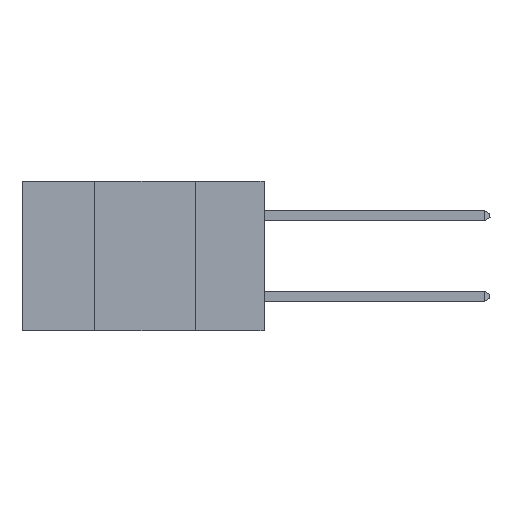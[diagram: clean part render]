
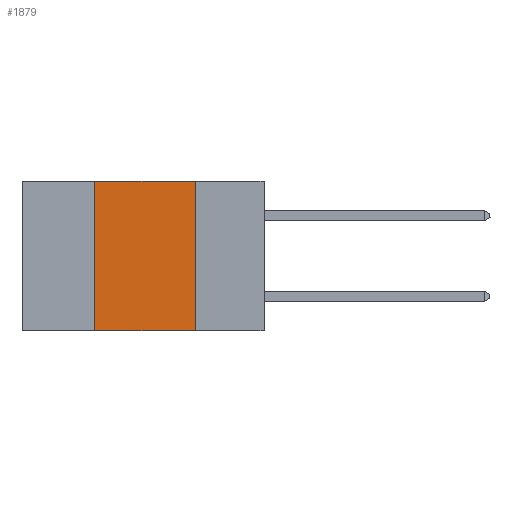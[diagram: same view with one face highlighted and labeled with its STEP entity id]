
A CAD part, left-side view. The second image highlights one B-rep face of the part: STEP entity #1879.
In plain terms, the highlighted planar face has unit normal (-1, 0, 0).
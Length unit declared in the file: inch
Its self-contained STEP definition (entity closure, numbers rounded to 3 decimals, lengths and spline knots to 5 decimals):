
#587 = EDGE_CURVE ( 'NONE', #14875, #5725, #6741, .T. ) ;
#903 = CARTESIAN_POINT ( 'NONE',  ( 0., 0.6, -0.37 ) ) ;
#1879 = ADVANCED_FACE ( 'NONE', ( #13841 ), #21381, .F. ) ;
#2514 = CARTESIAN_POINT ( 'NONE',  ( 0., 0.42, -0.37 ) ) ;
#2767 = DIRECTION ( 'NONE',  ( 0., -1., 0. ) ) ;
#2805 = VERTEX_POINT ( 'NONE', #15979 ) ;
#3278 = EDGE_CURVE ( 'NONE', #2805, #19268, #20901, .T. ) ;
#4724 = EDGE_CURVE ( 'NONE', #14875, #2805, #5421, .T. ) ;
#5151 = DIRECTION ( 'NONE',  ( 1., 0., 0. ) ) ;
#5421 = LINE ( 'NONE', #17793, #9177 ) ;
#5725 = VERTEX_POINT ( 'NONE', #18742 ) ;
#6741 = LINE ( 'NONE', #903, #23060 ) ;
#7302 = ORIENTED_EDGE ( 'NONE', *, *, #587, .T. ) ;
#7505 = ORIENTED_EDGE ( 'NONE', *, *, #4724, .F. ) ;
#8718 = ORIENTED_EDGE ( 'NONE', *, *, #20088, .F. ) ;
#8877 = EDGE_LOOP ( 'NONE', ( #8718, #22470, #7505, #7302 ) ) ;
#9177 = VECTOR ( 'NONE', #14055, 39.37008 ) ;
#10313 = CARTESIAN_POINT ( 'NONE',  ( 0., 0.6, 0. ) ) ;
#12281 = DIRECTION ( 'NONE',  ( 0., 0., -1. ) ) ;
#12544 = CARTESIAN_POINT ( 'NONE',  ( 0., 0.17, 0. ) ) ;
#13360 = LINE ( 'NONE', #12544, #19928 ) ;
#13561 = AXIS2_PLACEMENT_3D ( 'NONE', #15948, #5151, #12281 ) ;
#13841 = FACE_OUTER_BOUND ( 'NONE', #8877, .T. ) ;
#14055 = DIRECTION ( 'NONE',  ( 0., 0., 1. ) ) ;
#14875 = VERTEX_POINT ( 'NONE', #2514 ) ;
#15766 = VECTOR ( 'NONE', #2767, 39.37008 ) ;
#15948 = CARTESIAN_POINT ( 'NONE',  ( 0., 0.6, 0. ) ) ;
#15979 = CARTESIAN_POINT ( 'NONE',  ( 0., 0.42, 0. ) ) ;
#17793 = CARTESIAN_POINT ( 'NONE',  ( 0., 0.42, 0. ) ) ;
#18669 = CARTESIAN_POINT ( 'NONE',  ( 0., 0.17, 0. ) ) ;
#18742 = CARTESIAN_POINT ( 'NONE',  ( 0., 0.17, -0.37 ) ) ;
#19268 = VERTEX_POINT ( 'NONE', #18669 ) ;
#19928 = VECTOR ( 'NONE', #23558, 39.37008 ) ;
#20088 = EDGE_CURVE ( 'NONE', #19268, #5725, #13360, .T. ) ;
#20901 = LINE ( 'NONE', #10313, #15766 ) ;
#21381 = PLANE ( 'NONE',  #13561 ) ;
#22470 = ORIENTED_EDGE ( 'NONE', *, *, #3278, .F. ) ;
#23060 = VECTOR ( 'NONE', #23113, 39.37008 ) ;
#23113 = DIRECTION ( 'NONE',  ( 0., -1., 0. ) ) ;
#23558 = DIRECTION ( 'NONE',  ( 0., 0., -1. ) ) ;
